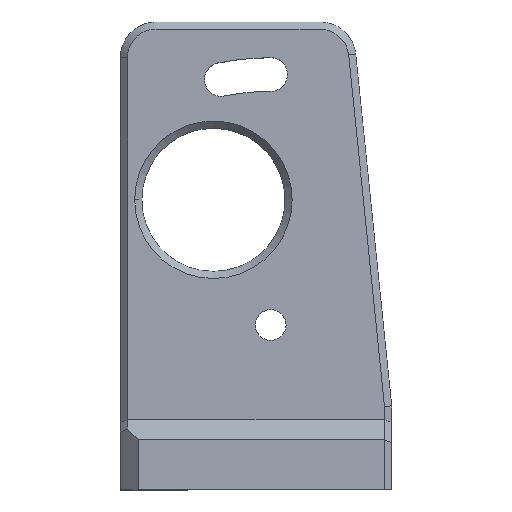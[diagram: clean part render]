
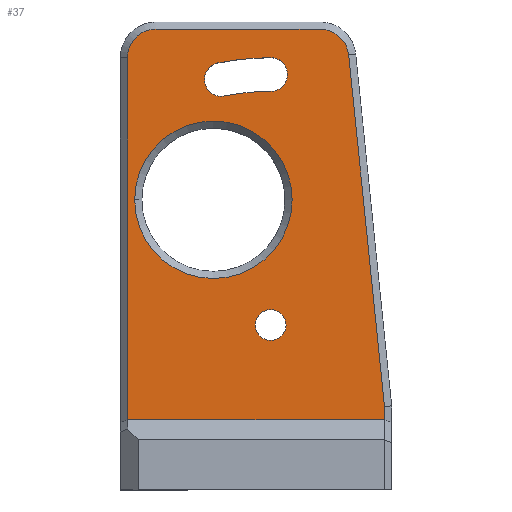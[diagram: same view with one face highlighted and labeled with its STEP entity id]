
A CAD part, top view. The second image highlights one B-rep face of the part: STEP entity #37.
In plain terms, the highlighted planar face has unit normal (0, 0, 1).
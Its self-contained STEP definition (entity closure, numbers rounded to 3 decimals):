
#9 = LINE ( 'NONE', #974, #1337 ) ;
#14 = CIRCLE ( 'NONE', #1312, 32.65 ) ;
#28 = DIRECTION ( 'NONE',  ( 0., 0., 1. ) ) ;
#33 = ORIENTED_EDGE ( 'NONE', *, *, #199, .T. ) ;
#37 = ADVANCED_FACE ( 'NONE', ( #266, #989, #148, #877 ), #772, .T. ) ;
#41 = VECTOR ( 'NONE', #276, 1000. ) ;
#53 = CARTESIAN_POINT ( 'NONE',  ( 23.813, 11.737, 7.2 ) ) ;
#59 = LINE ( 'NONE', #813, #976 ) ;
#86 = CARTESIAN_POINT ( 'NONE',  ( 7.911, 23.032, 7.2 ) ) ;
#98 = CARTESIAN_POINT ( 'NONE',  ( -8.089, 64.371, 7.2 ) ) ;
#111 = ORIENTED_EDGE ( 'NONE', *, *, #122, .T. ) ;
#122 = EDGE_CURVE ( 'NONE', #347, #902, #533, .T. ) ;
#129 = VERTEX_POINT ( 'NONE', #727 ) ;
#131 = CARTESIAN_POINT ( 'NONE',  ( -12.089, 9.8, 7.2 ) ) ;
#134 = EDGE_CURVE ( 'NONE', #787, #540, #885, .T. ) ;
#138 = VERTEX_POINT ( 'NONE', #1348 ) ;
#146 = DIRECTION ( 'NONE',  ( 1., 0., 0. ) ) ;
#148 = FACE_BOUND ( 'NONE', #662, .T. ) ;
#176 = ORIENTED_EDGE ( 'NONE', *, *, #1125, .F. ) ;
#183 = DIRECTION ( 'NONE',  ( 1., 0., 0. ) ) ;
#187 = CARTESIAN_POINT ( 'NONE',  ( 7.911, 23.032, 7.2 ) ) ;
#194 = VERTEX_POINT ( 'NONE', #482 ) ;
#199 = EDGE_CURVE ( 'NONE', #1049, #129, #1176, .T. ) ;
#218 = AXIS2_PLACEMENT_3D ( 'NONE', #987, #28, #146 ) ;
#246 = AXIS2_PLACEMENT_3D ( 'NONE', #806, #1206, #799 ) ;
#258 = CARTESIAN_POINT ( 'NONE',  ( 10.261, 58.032, 7.2 ) ) ;
#266 = FACE_BOUND ( 'NONE', #1073, .T. ) ;
#269 = CIRCLE ( 'NONE', #1092, 2.35 ) ;
#276 = DIRECTION ( 'NONE',  ( 0., 1., 0. ) ) ;
#278 = CARTESIAN_POINT ( 'NONE',  ( 14.821, 64.371, 7.2 ) ) ;
#282 = DIRECTION ( 'NONE',  ( 0., 0., -1. ) ) ;
#287 = AXIS2_PLACEMENT_3D ( 'NONE', #510, #931, #1233 ) ;
#292 = VECTOR ( 'NONE', #396, 1000. ) ;
#298 = CARTESIAN_POINT ( 'NONE',  ( -8.089, 64.371, 7.2 ) ) ;
#300 = CARTESIAN_POINT ( 'NONE',  ( 10.911, 40.532, 7.2 ) ) ;
#311 = DIRECTION ( 'NONE',  ( 1., 0., 0. ) ) ;
#312 = CIRCLE ( 'NONE', #1094, 2.15 ) ;
#318 = CARTESIAN_POINT ( 'NONE',  ( -0.089, 40.532, 7.2 ) ) ;
#320 = ORIENTED_EDGE ( 'NONE', *, *, #532, .T. ) ;
#322 = VERTEX_POINT ( 'NONE', #835 ) ;
#329 = DIRECTION ( 'NONE',  ( 1., 0., 0. ) ) ;
#344 = CARTESIAN_POINT ( 'NONE',  ( 7.911, 23.032, 7.2 ) ) ;
#345 = EDGE_CURVE ( 'NONE', #129, #1049, #909, .T. ) ;
#347 = VERTEX_POINT ( 'NONE', #98 ) ;
#353 = ORIENTED_EDGE ( 'NONE', *, *, #1220, .F. ) ;
#367 = EDGE_LOOP ( 'NONE', ( #176, #761 ) ) ;
#374 = DIRECTION ( 'NONE',  ( 1., 0., 0. ) ) ;
#386 = DIRECTION ( 'NONE',  ( 1., 0., 0. ) ) ;
#396 = DIRECTION ( 'NONE',  ( -1., 0., 0. ) ) ;
#437 = ORIENTED_EDGE ( 'NONE', *, *, #1016, .T. ) ;
#449 = EDGE_LOOP ( 'NONE', ( #437, #859, #896, #320, #503, #111, #825 ) ) ;
#473 = LINE ( 'NONE', #131, #932 ) ;
#482 = CARTESIAN_POINT ( 'NONE',  ( -12.089, 9.8, 7.2 ) ) ;
#503 = ORIENTED_EDGE ( 'NONE', *, *, #1289, .T. ) ;
#504 = CARTESIAN_POINT ( 'NONE',  ( 23.813, 9.8, 7.2 ) ) ;
#510 = CARTESIAN_POINT ( 'NONE',  ( 7.911, 58.032, 7.2 ) ) ;
#512 = CIRCLE ( 'NONE', #218, 4. ) ;
#513 = DIRECTION ( 'NONE',  ( 0., 0., 1. ) ) ;
#522 = EDGE_CURVE ( 'NONE', #902, #194, #473, .T. ) ;
#528 = ORIENTED_EDGE ( 'NONE', *, *, #612, .F. ) ;
#532 = EDGE_CURVE ( 'NONE', #138, #874, #512, .T. ) ;
#533 = CIRCLE ( 'NONE', #1311, 4. ) ;
#540 = VERTEX_POINT ( 'NONE', #890 ) ;
#547 = ORIENTED_EDGE ( 'NONE', *, *, #345, .T. ) ;
#548 = EDGE_CURVE ( 'NONE', #1315, #712, #1011, .T. ) ;
#571 = EDGE_CURVE ( 'NONE', #871, #322, #14, .T. ) ;
#612 = EDGE_CURVE ( 'NONE', #856, #871, #269, .T. ) ;
#614 = CARTESIAN_POINT ( 'NONE',  ( -12.089, 60.371, 7.2 ) ) ;
#615 = DIRECTION ( 'NONE',  ( 0., 0., 1. ) ) ;
#618 = CARTESIAN_POINT ( 'NONE',  ( 23.813, 11.686, 7.2 ) ) ;
#630 = DIRECTION ( 'NONE',  ( 0., 0., -1. ) ) ;
#638 = AXIS2_PLACEMENT_3D ( 'NONE', #884, #1302, #374 ) ;
#641 = ORIENTED_EDGE ( 'NONE', *, *, #134, .F. ) ;
#662 = EDGE_LOOP ( 'NONE', ( #33, #547 ) ) ;
#674 = DIRECTION ( 'NONE',  ( 0., -1., 0. ) ) ;
#677 = EDGE_CURVE ( 'NONE', #712, #138, #59, .T. ) ;
#708 = DIRECTION ( 'NONE',  ( 1., 0., 0. ) ) ;
#712 = VERTEX_POINT ( 'NONE', #618 ) ;
#727 = CARTESIAN_POINT ( 'NONE',  ( -11.089, 40.532, 7.2 ) ) ;
#735 = DIRECTION ( 'NONE',  ( 1., 0., 0. ) ) ;
#738 = AXIS2_PLACEMENT_3D ( 'NONE', #1262, #1197, #830 ) ;
#753 = DIRECTION ( 'NONE',  ( 1., 0., 0. ) ) ;
#761 = ORIENTED_EDGE ( 'NONE', *, *, #1334, .F. ) ;
#772 = PLANE ( 'NONE',  #638 ) ;
#778 = AXIS2_PLACEMENT_3D ( 'NONE', #318, #630, #311 ) ;
#787 = VERTEX_POINT ( 'NONE', #258 ) ;
#799 = DIRECTION ( 'NONE',  ( 1., 0., 0. ) ) ;
#802 = DIRECTION ( 'NONE',  ( 1., 0., 0. ) ) ;
#806 = CARTESIAN_POINT ( 'NONE',  ( 7.911, 58.032, 7.2 ) ) ;
#813 = CARTESIAN_POINT ( 'NONE',  ( 18.8, 60.777, 7.2 ) ) ;
#815 = CARTESIAN_POINT ( 'NONE',  ( -8.089, 60.371, 7.2 ) ) ;
#821 = DIRECTION ( 'NONE',  ( 0., 0., -1. ) ) ;
#825 = ORIENTED_EDGE ( 'NONE', *, *, #522, .T. ) ;
#830 = DIRECTION ( 'NONE',  ( 1., 0., 0. ) ) ;
#835 = CARTESIAN_POINT ( 'NONE',  ( 7.911, 55.682, 7.2 ) ) ;
#856 = VERTEX_POINT ( 'NONE', #994 ) ;
#859 = ORIENTED_EDGE ( 'NONE', *, *, #548, .T. ) ;
#867 = CIRCLE ( 'NONE', #1358, 2.15 ) ;
#871 = VERTEX_POINT ( 'NONE', #1232 ) ;
#874 = VERTEX_POINT ( 'NONE', #278 ) ;
#877 = FACE_OUTER_BOUND ( 'NONE', #449, .T. ) ;
#884 = CARTESIAN_POINT ( 'NONE',  ( 0., 0., 7.2 ) ) ;
#885 = CIRCLE ( 'NONE', #287, 2.35 ) ;
#890 = CARTESIAN_POINT ( 'NONE',  ( 7.911, 60.382, 7.2 ) ) ;
#896 = ORIENTED_EDGE ( 'NONE', *, *, #677, .T. ) ;
#902 = VERTEX_POINT ( 'NONE', #614 ) ;
#909 = CIRCLE ( 'NONE', #778, 11. ) ;
#923 = DIRECTION ( 'NONE',  ( 0., 0., 1. ) ) ;
#931 = DIRECTION ( 'NONE',  ( 0., 0., 1. ) ) ;
#932 = VECTOR ( 'NONE', #674, 1000. ) ;
#935 = CIRCLE ( 'NONE', #738, 37.35 ) ;
#968 = CARTESIAN_POINT ( 'NONE',  ( 10.061, 23.032, 7.2 ) ) ;
#974 = CARTESIAN_POINT ( 'NONE',  ( 0., 9.8, 7.2 ) ) ;
#976 = VECTOR ( 'NONE', #1336, 1000. ) ;
#987 = CARTESIAN_POINT ( 'NONE',  ( 14.821, 60.371, 7.2 ) ) ;
#989 = FACE_BOUND ( 'NONE', #367, .T. ) ;
#994 = CARTESIAN_POINT ( 'NONE',  ( 0.547, 59.649, 7.2 ) ) ;
#1010 = VERTEX_POINT ( 'NONE', #968 ) ;
#1011 = LINE ( 'NONE', #53, #41 ) ;
#1016 = EDGE_CURVE ( 'NONE', #194, #1315, #9, .T. ) ;
#1027 = CIRCLE ( 'NONE', #246, 2.35 ) ;
#1049 = VERTEX_POINT ( 'NONE', #300 ) ;
#1060 = EDGE_CURVE ( 'NONE', #540, #856, #935, .T. ) ;
#1073 = EDGE_LOOP ( 'NONE', ( #353, #1341, #528, #1174, #641 ) ) ;
#1089 = AXIS2_PLACEMENT_3D ( 'NONE', #1123, #821, #708 ) ;
#1092 = AXIS2_PLACEMENT_3D ( 'NONE', #1351, #923, #802 ) ;
#1094 = AXIS2_PLACEMENT_3D ( 'NONE', #86, #513, #735 ) ;
#1123 = CARTESIAN_POINT ( 'NONE',  ( -0.089, 40.532, 7.2 ) ) ;
#1125 = EDGE_CURVE ( 'NONE', #1010, #1239, #867, .T. ) ;
#1152 = LINE ( 'NONE', #298, #292 ) ;
#1154 = DIRECTION ( 'NONE',  ( 0., 0., 1. ) ) ;
#1174 = ORIENTED_EDGE ( 'NONE', *, *, #1060, .F. ) ;
#1176 = CIRCLE ( 'NONE', #1089, 11. ) ;
#1197 = DIRECTION ( 'NONE',  ( 0., 0., 1. ) ) ;
#1206 = DIRECTION ( 'NONE',  ( 0., 0., 1. ) ) ;
#1220 = EDGE_CURVE ( 'NONE', #322, #787, #1027, .T. ) ;
#1232 = CARTESIAN_POINT ( 'NONE',  ( 1.473, 55.041, 7.2 ) ) ;
#1233 = DIRECTION ( 'NONE',  ( 1., 0., 0. ) ) ;
#1239 = VERTEX_POINT ( 'NONE', #1332 ) ;
#1262 = CARTESIAN_POINT ( 'NONE',  ( 7.911, 23.032, 7.2 ) ) ;
#1289 = EDGE_CURVE ( 'NONE', #874, #347, #1152, .T. ) ;
#1302 = DIRECTION ( 'NONE',  ( 0., 0., 1. ) ) ;
#1311 = AXIS2_PLACEMENT_3D ( 'NONE', #815, #615, #183 ) ;
#1312 = AXIS2_PLACEMENT_3D ( 'NONE', #187, #282, #386 ) ;
#1315 = VERTEX_POINT ( 'NONE', #504 ) ;
#1332 = CARTESIAN_POINT ( 'NONE',  ( 5.761, 23.032, 7.2 ) ) ;
#1334 = EDGE_CURVE ( 'NONE', #1239, #1010, #312, .T. ) ;
#1336 = DIRECTION ( 'NONE',  ( -0.102, 0.995, 0. ) ) ;
#1337 = VECTOR ( 'NONE', #753, 1000. ) ;
#1341 = ORIENTED_EDGE ( 'NONE', *, *, #571, .F. ) ;
#1348 = CARTESIAN_POINT ( 'NONE',  ( 18.8, 60.777, 7.2 ) ) ;
#1351 = CARTESIAN_POINT ( 'NONE',  ( 1.01, 57.345, 7.2 ) ) ;
#1358 = AXIS2_PLACEMENT_3D ( 'NONE', #344, #1154, #329 ) ;
